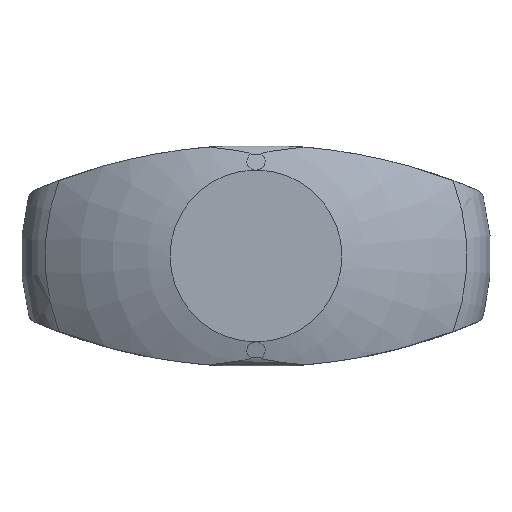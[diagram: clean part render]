
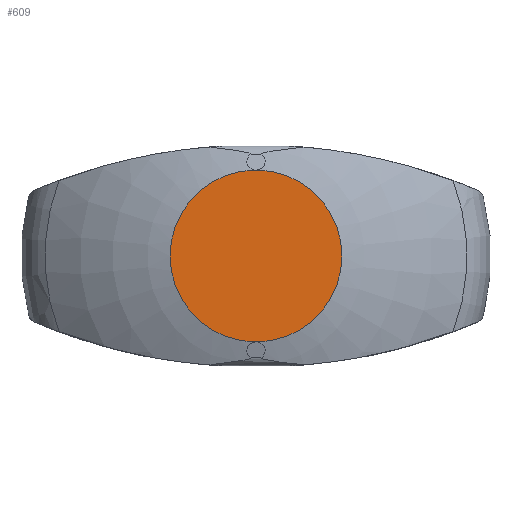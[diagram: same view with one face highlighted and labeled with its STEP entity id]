
A CAD part, top view. The second image highlights one B-rep face of the part: STEP entity #609.
In plain terms, the highlighted planar face has unit normal (0, 0, 1).
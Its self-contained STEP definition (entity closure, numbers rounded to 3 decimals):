
#609=ADVANCED_FACE('',(#1634),#1635,.F.);
#661=EDGE_CURVE('',#1269,#1161,#1694,.T.);
#949=VERTEX_POINT('',#2008);
#1159=VERTEX_POINT('',#2239);
#1161=VERTEX_POINT('',#2241);
#1177=EDGE_CURVE('',#1269,#1159,#2259,.T.);
#1269=VERTEX_POINT('',#2361);
#1439=EDGE_CURVE('',#949,#1159,#2544,.T.);
#1503=EDGE_CURVE('',#1161,#949,#2613,.T.);
#1634=FACE_OUTER_BOUND('',#2997,.T.);
#1635=PLANE('',#2998);
#1694=CIRCLE('',#3252,7.5);
#2008=CARTESIAN_POINT('',(0.043,7.5,34.8));
#2239=CARTESIAN_POINT('',(0.043,-7.5,34.8));
#2241=CARTESIAN_POINT('',(-0.043,7.5,34.8));
#2259=LINE('',#5126,#5127);
#2361=CARTESIAN_POINT('',(-0.043,-7.5,34.8));
#2544=CIRCLE('',#6118,7.5);
#2613=LINE('',#6264,#6265);
#2997=EDGE_LOOP('',(#6433,#6434,#6435,#6436));
#2998=AXIS2_PLACEMENT_3D('',#6437,#6438,#6439);
#3252=AXIS2_PLACEMENT_3D('',#6509,#6510,#6511);
#5126=CARTESIAN_POINT('',(-30.0,-7.5,34.8));
#5127=VECTOR('',#7135,1.0);
#6118=AXIS2_PLACEMENT_3D('',#7419,#7420,#7421);
#6264=CARTESIAN_POINT('',(-30.0,7.5,34.8));
#6265=VECTOR('',#7498,1.0);
#6433=ORIENTED_EDGE('',*,*,#1439,.F.);
#6434=ORIENTED_EDGE('',*,*,#1503,.F.);
#6435=ORIENTED_EDGE('',*,*,#661,.F.);
#6436=ORIENTED_EDGE('',*,*,#1177,.T.);
#6437=CARTESIAN_POINT('',(-30.0,7.5,34.8));
#6438=DIRECTION('',(0.,0.,-1.0));
#6439=DIRECTION('',(0.,1.0,0.0));
#6509=CARTESIAN_POINT('',(0.,0.,34.8));
#6510=DIRECTION('',(0.,0.,-1.0));
#6511=DIRECTION('',(-1.0,0.,0.));
#7135=DIRECTION('',(1.0,0.,0.));
#7419=CARTESIAN_POINT('',(0.,0.,34.8));
#7420=DIRECTION('',(0.,0.,-1.0));
#7421=DIRECTION('',(-1.0,0.,0.));
#7498=DIRECTION('',(1.0,0.,0.));
